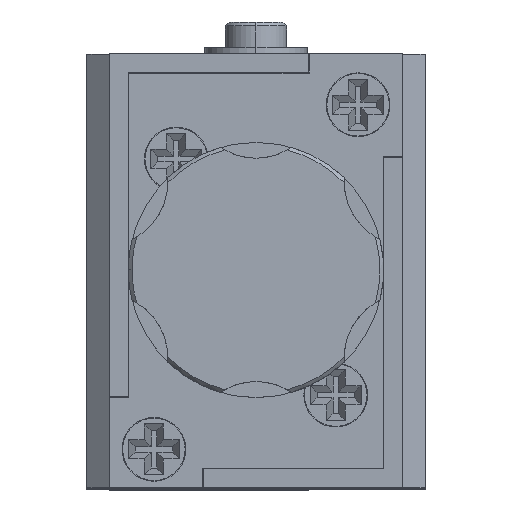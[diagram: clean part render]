
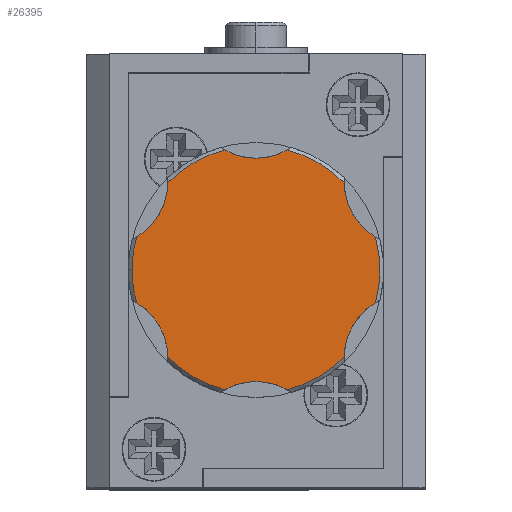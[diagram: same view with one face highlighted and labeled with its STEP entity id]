
A CAD part, top view. The second image highlights one B-rep face of the part: STEP entity #26395.
In plain terms, the highlighted planar face has unit normal (0, 0, 1).
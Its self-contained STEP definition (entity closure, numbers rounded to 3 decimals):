
#15 = CIRCLE ( 'NONE', #13504, 9.712 ) ;
#215 = AXIS2_PLACEMENT_3D ( 'NONE', #3706, #8119, #18026 ) ;
#274 = ORIENTED_EDGE ( 'NONE', *, *, #14812, .F. ) ;
#490 = PLANE ( 'NONE',  #12280 ) ;
#1349 = CARTESIAN_POINT ( 'NONE',  ( -1.876, 0.592, 87.672 ) ) ;
#1390 = CIRCLE ( 'NONE', #11194, 5. ) ;
#1553 = CIRCLE ( 'NONE', #24041, 5. ) ;
#1572 = CIRCLE ( 'NONE', #6282, 9.712 ) ;
#1754 = CARTESIAN_POINT ( 'NONE',  ( 0.666, 4.897, 87.672 ) ) ;
#1893 = ORIENTED_EDGE ( 'NONE', *, *, #10625, .T. ) ;
#1998 = AXIS2_PLACEMENT_3D ( 'NONE', #22547, #18528, #24499 ) ;
#2022 = EDGE_CURVE ( 'NONE', #10994, #24199, #8546, .T. ) ;
#2076 = EDGE_CURVE ( 'NONE', #19141, #10492, #11757, .T. ) ;
#2439 = FACE_OUTER_BOUND ( 'NONE', #15282, .T. ) ;
#2480 = CARTESIAN_POINT ( 'NONE',  ( -11.242, -1.978, 87.672 ) ) ;
#2601 = DIRECTION ( 'NONE',  ( 0., 0., 1. ) ) ;
#2799 = ORIENTED_EDGE ( 'NONE', *, *, #4253, .T. ) ;
#3344 = DIRECTION ( 'NONE',  ( 1., 0., 0. ) ) ;
#3479 = CARTESIAN_POINT ( 'NONE',  ( -11.242, -1.978, 87.672 ) ) ;
#3523 = AXIS2_PLACEMENT_3D ( 'NONE', #15874, #3609, #3344 ) ;
#3609 = DIRECTION ( 'NONE',  ( 0., 0., 1. ) ) ;
#3706 = CARTESIAN_POINT ( 'NONE',  ( -23.15, 4.897, 87.672 ) ) ;
#3861 = CARTESIAN_POINT ( 'NONE',  ( -23.15, -8.853, 87.672 ) ) ;
#3891 = DIRECTION ( 'NONE',  ( 1., 0., 0. ) ) ;
#4063 = VERTEX_POINT ( 'NONE', #18378 ) ;
#4253 = EDGE_CURVE ( 'NONE', #14986, #19040, #8817, .T. ) ;
#4482 = DIRECTION ( 'NONE',  ( 1., 0., 0. ) ) ;
#4904 = DIRECTION ( 'NONE',  ( 0., 0., 1. ) ) ;
#5922 = DIRECTION ( 'NONE',  ( 1., 0., 0. ) ) ;
#6070 = CARTESIAN_POINT ( 'NONE',  ( 0.666, -8.853, 87.672 ) ) ;
#6250 = DIRECTION ( 'NONE',  ( 0., 0., 1. ) ) ;
#6282 = AXIS2_PLACEMENT_3D ( 'NONE', #10263, #24439, #12297 ) ;
#6339 = DIRECTION ( 'NONE',  ( 1., 0., 0. ) ) ;
#6350 = VERTEX_POINT ( 'NONE', #17365 ) ;
#6473 = AXIS2_PLACEMENT_3D ( 'NONE', #25329, #19238, #7010 ) ;
#6622 = EDGE_CURVE ( 'NONE', #19141, #9404, #8364, .T. ) ;
#6875 = AXIS2_PLACEMENT_3D ( 'NONE', #1754, #20146, #3891 ) ;
#6876 = CARTESIAN_POINT ( 'NONE',  ( -11.242, 11.772, 87.672 ) ) ;
#6910 = ORIENTED_EDGE ( 'NONE', *, *, #20974, .F. ) ;
#7010 = DIRECTION ( 'NONE',  ( 1., 0., 0. ) ) ;
#7051 = CARTESIAN_POINT ( 'NONE',  ( -13.7, 7.418, 87.672 ) ) ;
#7206 = EDGE_CURVE ( 'NONE', #19521, #19040, #1553, .T. ) ;
#7438 = DIRECTION ( 'NONE',  ( 1., 0., 0. ) ) ;
#8119 = DIRECTION ( 'NONE',  ( 0., 0., 1. ) ) ;
#8180 = DIRECTION ( 'NONE',  ( 0., 0., 1. ) ) ;
#8364 = CIRCLE ( 'NONE', #1998, 9.712 ) ;
#8468 = ORIENTED_EDGE ( 'NONE', *, *, #12941, .T. ) ;
#8546 = CIRCLE ( 'NONE', #6875, 5. ) ;
#8681 = DIRECTION ( 'NONE',  ( 0., 0., 1. ) ) ;
#8817 = CIRCLE ( 'NONE', #6473, 9.712 ) ;
#9404 = VERTEX_POINT ( 'NONE', #21493 ) ;
#9609 = AXIS2_PLACEMENT_3D ( 'NONE', #11688, #12024, #13810 ) ;
#9762 = CARTESIAN_POINT ( 'NONE',  ( -20.608, -4.547, 87.672 ) ) ;
#10087 = DIRECTION ( 'NONE',  ( 1., 0., 0. ) ) ;
#10263 = CARTESIAN_POINT ( 'NONE',  ( -11.242, -1.978, 87.672 ) ) ;
#10492 = VERTEX_POINT ( 'NONE', #11115 ) ;
#10625 = EDGE_CURVE ( 'NONE', #15028, #10492, #19613, .T. ) ;
#10994 = VERTEX_POINT ( 'NONE', #12169 ) ;
#11115 = CARTESIAN_POINT ( 'NONE',  ( -18.15, 4.849, 87.672 ) ) ;
#11194 = AXIS2_PLACEMENT_3D ( 'NONE', #6876, #8681, #25108 ) ;
#11536 = CARTESIAN_POINT ( 'NONE',  ( -1.876, -4.547, 87.672 ) ) ;
#11688 = CARTESIAN_POINT ( 'NONE',  ( -11.242, -1.978, 87.672 ) ) ;
#11757 = CIRCLE ( 'NONE', #215, 5. ) ;
#11887 = EDGE_CURVE ( 'NONE', #19521, #24199, #15, .T. ) ;
#12024 = DIRECTION ( 'NONE',  ( 0., 0., 1. ) ) ;
#12169 = CARTESIAN_POINT ( 'NONE',  ( -4.334, 4.849, 87.672 ) ) ;
#12175 = CIRCLE ( 'NONE', #17748, 5. ) ;
#12280 = AXIS2_PLACEMENT_3D ( 'NONE', #19150, #2601, #4482 ) ;
#12297 = DIRECTION ( 'NONE',  ( 1., 0., 0. ) ) ;
#12941 = EDGE_CURVE ( 'NONE', #9404, #17971, #19188, .T. ) ;
#13158 = VERTEX_POINT ( 'NONE', #15025 ) ;
#13504 = AXIS2_PLACEMENT_3D ( 'NONE', #2480, #4904, #14852 ) ;
#13571 = CARTESIAN_POINT ( 'NONE',  ( -8.784, -11.373, 87.672 ) ) ;
#13589 = CARTESIAN_POINT ( 'NONE',  ( -20.608, 0.592, 87.672 ) ) ;
#13687 = DIRECTION ( 'NONE',  ( 0., 0., 1. ) ) ;
#13810 = DIRECTION ( 'NONE',  ( 1., 0., 0. ) ) ;
#13996 = CIRCLE ( 'NONE', #3523, 5. ) ;
#14812 = EDGE_CURVE ( 'NONE', #15028, #6350, #1390, .T. ) ;
#14852 = DIRECTION ( 'NONE',  ( 1., 0., 0. ) ) ;
#14986 = VERTEX_POINT ( 'NONE', #13571 ) ;
#15025 = CARTESIAN_POINT ( 'NONE',  ( -13.7, -11.373, 87.672 ) ) ;
#15028 = VERTEX_POINT ( 'NONE', #7051 ) ;
#15152 = AXIS2_PLACEMENT_3D ( 'NONE', #3479, #13687, #7438 ) ;
#15282 = EDGE_LOOP ( 'NONE', ( #6910, #2799, #25838, #22423, #16900, #22934, #274, #1893, #22658, #23227, #8468, #15445, #20121 ) ) ;
#15445 = ORIENTED_EDGE ( 'NONE', *, *, #20246, .F. ) ;
#15874 = CARTESIAN_POINT ( 'NONE',  ( -11.242, -15.728, 87.672 ) ) ;
#16147 = DIRECTION ( 'NONE',  ( 0., 0., 1. ) ) ;
#16900 = ORIENTED_EDGE ( 'NONE', *, *, #2022, .F. ) ;
#17365 = CARTESIAN_POINT ( 'NONE',  ( -8.784, 7.418, 87.672 ) ) ;
#17696 = CARTESIAN_POINT ( 'NONE',  ( -4.334, -8.804, 87.672 ) ) ;
#17748 = AXIS2_PLACEMENT_3D ( 'NONE', #3861, #8180, #5922 ) ;
#17971 = VERTEX_POINT ( 'NONE', #9762 ) ;
#18026 = DIRECTION ( 'NONE',  ( 1., 0., 0. ) ) ;
#18378 = CARTESIAN_POINT ( 'NONE',  ( -18.15, -8.804, 87.672 ) ) ;
#18528 = DIRECTION ( 'NONE',  ( 0., 0., 1. ) ) ;
#18644 = CIRCLE ( 'NONE', #25185, 9.712 ) ;
#19040 = VERTEX_POINT ( 'NONE', #17696 ) ;
#19141 = VERTEX_POINT ( 'NONE', #13589 ) ;
#19150 = CARTESIAN_POINT ( 'NONE',  ( -11.242, -1.978, 87.672 ) ) ;
#19188 = CIRCLE ( 'NONE', #9609, 9.712 ) ;
#19238 = DIRECTION ( 'NONE',  ( 0., 0., 1. ) ) ;
#19521 = VERTEX_POINT ( 'NONE', #11536 ) ;
#19613 = CIRCLE ( 'NONE', #15152, 9.712 ) ;
#19662 = EDGE_CURVE ( 'NONE', #10994, #6350, #18644, .T. ) ;
#20121 = ORIENTED_EDGE ( 'NONE', *, *, #21200, .T. ) ;
#20146 = DIRECTION ( 'NONE',  ( 0., 0., 1. ) ) ;
#20246 = EDGE_CURVE ( 'NONE', #4063, #17971, #12175, .T. ) ;
#20974 = EDGE_CURVE ( 'NONE', #14986, #13158, #13996, .T. ) ;
#21200 = EDGE_CURVE ( 'NONE', #4063, #13158, #1572, .T. ) ;
#21493 = CARTESIAN_POINT ( 'NONE',  ( -20.954, -1.978, 87.672 ) ) ;
#22423 = ORIENTED_EDGE ( 'NONE', *, *, #11887, .T. ) ;
#22547 = CARTESIAN_POINT ( 'NONE',  ( -11.242, -1.978, 87.672 ) ) ;
#22658 = ORIENTED_EDGE ( 'NONE', *, *, #2076, .F. ) ;
#22934 = ORIENTED_EDGE ( 'NONE', *, *, #19662, .T. ) ;
#23227 = ORIENTED_EDGE ( 'NONE', *, *, #6622, .T. ) ;
#24041 = AXIS2_PLACEMENT_3D ( 'NONE', #6070, #6250, #6339 ) ;
#24199 = VERTEX_POINT ( 'NONE', #1349 ) ;
#24439 = DIRECTION ( 'NONE',  ( 0., 0., 1. ) ) ;
#24499 = DIRECTION ( 'NONE',  ( 1., 0., 0. ) ) ;
#25108 = DIRECTION ( 'NONE',  ( 1., 0., 0. ) ) ;
#25185 = AXIS2_PLACEMENT_3D ( 'NONE', #26269, #16147, #10087 ) ;
#25329 = CARTESIAN_POINT ( 'NONE',  ( -11.242, -1.978, 87.672 ) ) ;
#25838 = ORIENTED_EDGE ( 'NONE', *, *, #7206, .F. ) ;
#26269 = CARTESIAN_POINT ( 'NONE',  ( -11.242, -1.978, 87.672 ) ) ;
#26395 = ADVANCED_FACE ( 'NONE', ( #2439 ), #490, .T. ) ;
